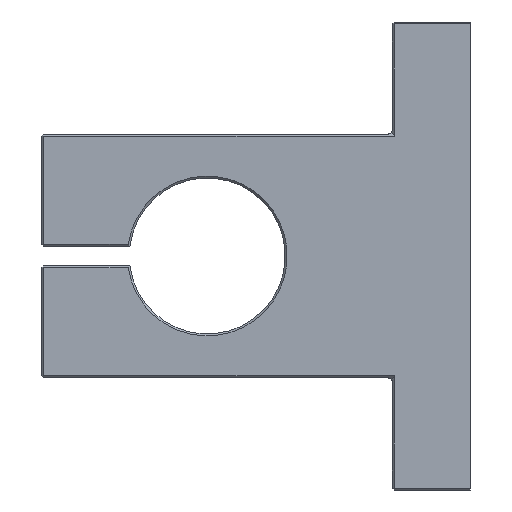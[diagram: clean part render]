
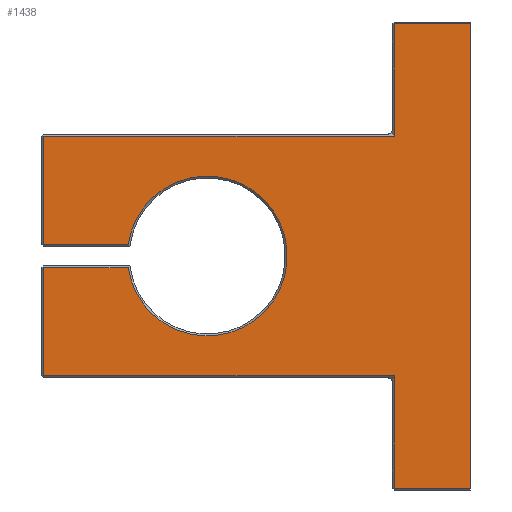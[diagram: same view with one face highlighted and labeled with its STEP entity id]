
A CAD part, left-side view. The second image highlights one B-rep face of the part: STEP entity #1438.
In plain terms, the highlighted planar face has unit normal (-1, 0, 0).
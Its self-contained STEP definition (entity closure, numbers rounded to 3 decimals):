
#57 = AXIS2_PLACEMENT_3D ( 'NONE', #654, #638, #636 ) ;
#70 = EDGE_CURVE ( 'NONE', #1710, #1722, #968, .T. ) ;
#104 = AXIS2_PLACEMENT_3D ( 'NONE', #361, #351, #348 ) ;
#122 = EDGE_CURVE ( 'NONE', #1722, #1719, #1621, .T. ) ;
#147 = EDGE_CURVE ( 'NONE', #1754, #1727, #1578, .T. ) ;
#154 = EDGE_CURVE ( 'NONE', #1709, #1717, #1500, .T. ) ;
#158 = EDGE_CURVE ( 'NONE', #1711, #1715, #1561, .T. ) ;
#159 = EDGE_CURVE ( 'NONE', #1715, #1709, #1566, .T. ) ;
#160 = EDGE_CURVE ( 'NONE', #1730, #1727, #1640, .T. ) ;
#161 = EDGE_CURVE ( 'NONE', #1719, #1729, #1619, .T. ) ;
#163 = EDGE_CURVE ( 'NONE', #1729, #1730, #1560, .T. ) ;
#165 = EDGE_CURVE ( 'NONE', #1754, #1711, #1557, .T. ) ;
#167 = EDGE_CURVE ( 'NONE', #1717, #1718, #1581, .T. ) ;
#168 = EDGE_CURVE ( 'NONE', #1718, #1710, #1584, .T. ) ;
#348 = DIRECTION ( 'NONE',  ( 0., 0., -1. ) ) ;
#351 = DIRECTION ( 'NONE',  ( 1., 0., 0. ) ) ;
#356 = DIRECTION ( 'NONE',  ( 0., -1., 0. ) ) ;
#361 = CARTESIAN_POINT ( 'NONE',  ( -8., 27., 0. ) ) ;
#369 = DIRECTION ( 'NONE',  ( 0., 1., 0. ) ) ;
#370 = CARTESIAN_POINT ( 'NONE',  ( -8., 8., 23.8 ) ) ;
#385 = DIRECTION ( 'NONE',  ( 0., 0., -1. ) ) ;
#387 = CARTESIAN_POINT ( 'NONE',  ( -8., 7.8, -24. ) ) ;
#395 = CARTESIAN_POINT ( 'NONE',  ( -8., 0., 23.8 ) ) ;
#402 = DIRECTION ( 'NONE',  ( 0., -1., 0. ) ) ;
#404 = CARTESIAN_POINT ( 'NONE',  ( -8., 8., -12.3 ) ) ;
#411 = DIRECTION ( 'NONE',  ( 0., -1., 0. ) ) ;
#421 = CARTESIAN_POINT ( 'NONE',  ( -8., 0., -23.8 ) ) ;
#423 = DIRECTION ( 'NONE',  ( 0., 1., 0. ) ) ;
#425 = CARTESIAN_POINT ( 'NONE',  ( -8., 7.8, -23.8 ) ) ;
#426 = CARTESIAN_POINT ( 'NONE',  ( -8., 44., 12.3 ) ) ;
#427 = CARTESIAN_POINT ( 'NONE',  ( -8., 7.8, -12.3 ) ) ;
#429 = CARTESIAN_POINT ( 'NONE',  ( -8., 0., -23.8 ) ) ;
#434 = CARTESIAN_POINT ( 'NONE',  ( -8., 43.8, -1.2 ) ) ;
#436 = DIRECTION ( 'NONE',  ( 0., 0., -1. ) ) ;
#438 = CARTESIAN_POINT ( 'NONE',  ( -8., 7.8, 12.5 ) ) ;
#439 = CARTESIAN_POINT ( 'NONE',  ( -8., 43.8, -12.3 ) ) ;
#440 = CARTESIAN_POINT ( 'NONE',  ( -8., 35.112, 1.2 ) ) ;
#441 = CARTESIAN_POINT ( 'NONE',  ( -8., 43.8, 1.2 ) ) ;
#443 = CARTESIAN_POINT ( 'NONE',  ( -8., 7.8, 12.3 ) ) ;
#449 = CARTESIAN_POINT ( 'NONE',  ( -8., 7.8, 23.8 ) ) ;
#450 = CARTESIAN_POINT ( 'NONE',  ( -8., 35.112, -1.2 ) ) ;
#460 = CARTESIAN_POINT ( 'NONE',  ( -8., 34.937, 1.2 ) ) ;
#486 = CARTESIAN_POINT ( 'NONE',  ( -8., 43.8, 12.3 ) ) ;
#503 = DIRECTION ( 'NONE',  ( 0., 0., -1. ) ) ;
#510 = CARTESIAN_POINT ( 'NONE',  ( -8., 43.8, 1. ) ) ;
#636 = DIRECTION ( 'NONE',  ( 0., 0., -1. ) ) ;
#638 = DIRECTION ( 'NONE',  ( 1., 0., 0. ) ) ;
#641 = PLANE ( 'NONE',  #57 ) ;
#646 = DIRECTION ( 'NONE',  ( 0., 0., -1. ) ) ;
#647 = CARTESIAN_POINT ( 'NONE',  ( -8., 0., 24. ) ) ;
#654 = CARTESIAN_POINT ( 'NONE',  ( -8., 27., 0. ) ) ;
#842 = CARTESIAN_POINT ( 'NONE',  ( -8., 43.8, -12.5 ) ) ;
#904 = DIRECTION ( 'NONE',  ( 0., 0., -1. ) ) ;
#953 = VECTOR ( 'NONE', #1675, 1000. ) ;
#968 = LINE ( 'NONE', #1679, #953 ) ;
#1036 = EDGE_LOOP ( 'NONE', ( #1169, #1170, #1171, #1172, #1173, #1174, #1175, #1176, #1177, #1178, #1179, #1180 ) ) ;
#1169 = ORIENTED_EDGE ( 'NONE', *, *, #163, .T. ) ;
#1170 = ORIENTED_EDGE ( 'NONE', *, *, #160, .T. ) ;
#1171 = ORIENTED_EDGE ( 'NONE', *, *, #147, .F. ) ;
#1172 = ORIENTED_EDGE ( 'NONE', *, *, #165, .T. ) ;
#1173 = ORIENTED_EDGE ( 'NONE', *, *, #158, .T. ) ;
#1174 = ORIENTED_EDGE ( 'NONE', *, *, #159, .T. ) ;
#1175 = ORIENTED_EDGE ( 'NONE', *, *, #154, .T. ) ;
#1176 = ORIENTED_EDGE ( 'NONE', *, *, #167, .T. ) ;
#1177 = ORIENTED_EDGE ( 'NONE', *, *, #168, .T. ) ;
#1178 = ORIENTED_EDGE ( 'NONE', *, *, #70, .T. ) ;
#1179 = ORIENTED_EDGE ( 'NONE', *, *, #122, .T. ) ;
#1180 = ORIENTED_EDGE ( 'NONE', *, *, #161, .T. ) ;
#1407 = FACE_OUTER_BOUND ( 'NONE', #1036, .T. ) ;
#1438 = ADVANCED_FACE ( 'NONE', ( #1407 ), #641, .F. ) ;
#1491 = VECTOR ( 'NONE', #423, 1000. ) ;
#1500 = LINE ( 'NONE', #510, #1571 ) ;
#1553 = VECTOR ( 'NONE', #356, 1000. ) ;
#1556 = VECTOR ( 'NONE', #369, 1000. ) ;
#1557 = LINE ( 'NONE', #370, #1556 ) ;
#1560 = LINE ( 'NONE', #387, #1586 ) ;
#1561 = LINE ( 'NONE', #438, #1563 ) ;
#1563 = VECTOR ( 'NONE', #436, 1000. ) ;
#1566 = LINE ( 'NONE', #426, #1491 ) ;
#1571 = VECTOR ( 'NONE', #503, 1000. ) ;
#1578 = LINE ( 'NONE', #647, #1579 ) ;
#1579 = VECTOR ( 'NONE', #646, 1000. ) ;
#1581 = LINE ( 'NONE', #460, #1553 ) ;
#1584 = CIRCLE ( 'NONE', #104, 8.2 ) ;
#1586 = VECTOR ( 'NONE', #385, 1000. ) ;
#1593 = VECTOR ( 'NONE', #904, 1000. ) ;
#1618 = VECTOR ( 'NONE', #411, 1000. ) ;
#1619 = LINE ( 'NONE', #404, #1622 ) ;
#1621 = LINE ( 'NONE', #842, #1593 ) ;
#1622 = VECTOR ( 'NONE', #402, 1000. ) ;
#1640 = LINE ( 'NONE', #421, #1618 ) ;
#1675 = DIRECTION ( 'NONE',  ( 0., 1., 0. ) ) ;
#1679 = CARTESIAN_POINT ( 'NONE',  ( -8., 44., -1.2 ) ) ;
#1709 = VERTEX_POINT ( 'NONE', #486 ) ;
#1710 = VERTEX_POINT ( 'NONE', #450 ) ;
#1711 = VERTEX_POINT ( 'NONE', #449 ) ;
#1715 = VERTEX_POINT ( 'NONE', #443 ) ;
#1717 = VERTEX_POINT ( 'NONE', #441 ) ;
#1718 = VERTEX_POINT ( 'NONE', #440 ) ;
#1719 = VERTEX_POINT ( 'NONE', #439 ) ;
#1722 = VERTEX_POINT ( 'NONE', #434 ) ;
#1727 = VERTEX_POINT ( 'NONE', #429 ) ;
#1729 = VERTEX_POINT ( 'NONE', #427 ) ;
#1730 = VERTEX_POINT ( 'NONE', #425 ) ;
#1754 = VERTEX_POINT ( 'NONE', #395 ) ;
